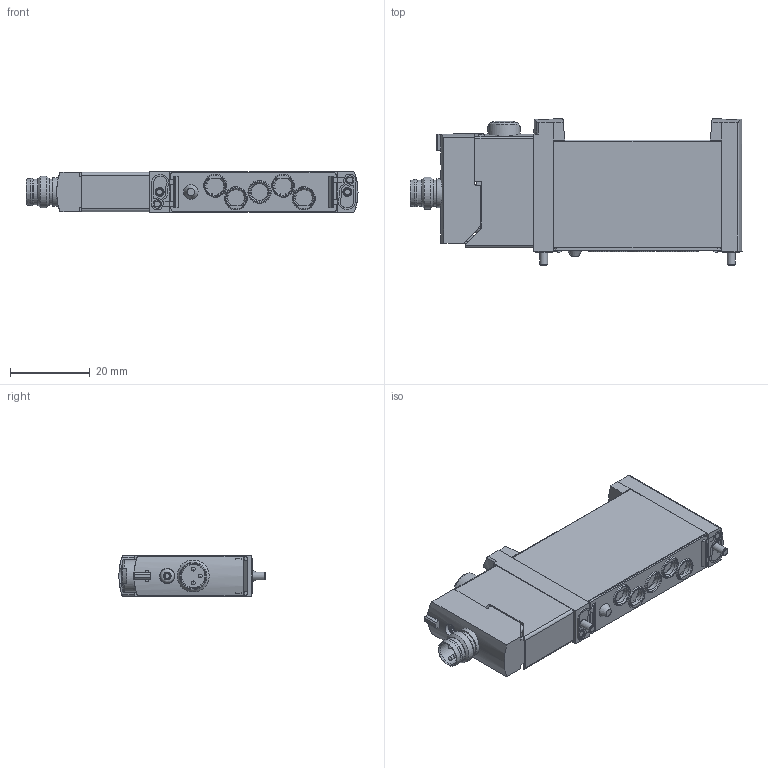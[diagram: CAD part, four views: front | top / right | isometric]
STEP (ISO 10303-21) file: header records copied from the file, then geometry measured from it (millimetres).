
FILE_DESCRIPTION(/* description */ ('STEP AP214'),/* implementation_level */ '2;1');
FILE_NAME(/* name */ '574237_VUVG-B10-M52-RZT-F-1R8L',/* time_stamp */ '2024-09-17T11:40:45+02:00',/* author */ ('License CC BY-ND 4.0'),/* organization */ ('CADENAS'),/* preprocessor_version */ 'ST-DEVELOPER v19.3',/* originating_system */ 'PARTsolutions',/* authorisation */ ' ');
FILE_SCHEMA (('AUTOMOTIVE_DESIGN {1 0 10303 214 3 1 1}'));
Length unit declared in the file: millimetre
Products named in the file (5): 574237 VUVG-B10-M52-RZT-F-1R8L; 564212 VUVG-B-10-M52-RZT-F--1R8--L-----(G); 8086666 M2X34-10.9-Z; 738315 VABD-L1-10B-S-M7---(DR); 573919 VAVE-L1-1VR8-LP
Assembly tree (5 placements, depth 2):
  574237 VUVG-B10-M52-RZT-F-1R8L
    564212 VUVG-B-10-M52-RZT-F--1R8--L-----(G)
    8086666 M2X34-10.9-Z  x2
    738315 VABD-L1-10B-S-M7---(DR)
    573919 VAVE-L1-1VR8-LP
Bounding box: 83.1 x 36.6 x 10.25 mm (x, y, z)
Volume: 21506.3 mm3; surface area: 10237.7 mm2
Topology: 5 solids, 5 shells, 657 faces, 1734 edges, 1133 vertices
Faces by surface type: plane 420, cylinder 159, cone 46, torus 24, sphere 8
Full cylindrical faces by diameter (mm): 1 x3, 1.5 x2, 1.6 x2, 1.69 x2, 1.8 x1, 2 x2, 2.9 x1, 3.6 x1, 3.8 x2, 3.9 x1, 4.2 x1, 5.6 x10, 5.8 x1, 6.5 x2, 6.9 x1, 7.2 x1, 8 x1, 8.1 x1
Entity records: 20738 total; most frequent: CARTESIAN_POINT 3508, DIRECTION 3233, ORIENTED_EDGE 3122, EDGE_CURVE 1561, AXIS2_PLACEMENT_3D 1097, VERTEX_POINT 1067, LINE 1039, VECTOR 1039
